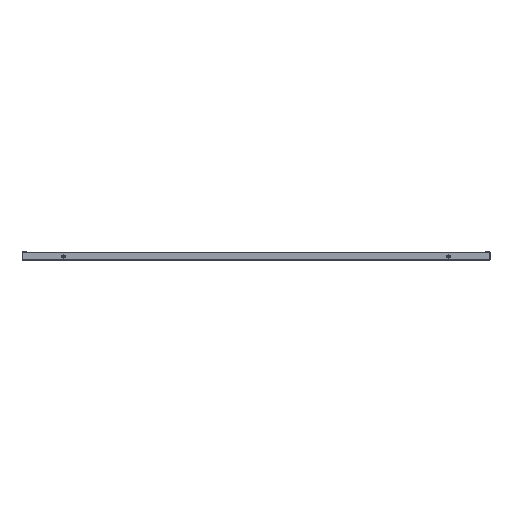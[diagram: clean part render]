
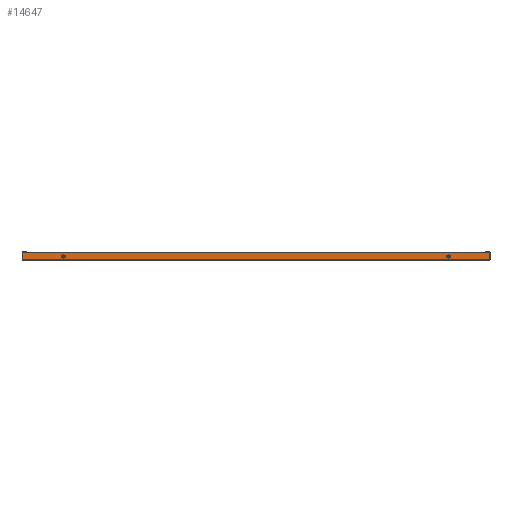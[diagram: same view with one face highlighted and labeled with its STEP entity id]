
A CAD part, front view. The second image highlights one B-rep face of the part: STEP entity #14647.
In plain terms, the highlighted planar face has unit normal (0, -1, 0).
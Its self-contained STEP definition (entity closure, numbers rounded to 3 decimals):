
#701 = DIRECTION ( 'NONE',  ( -1., 0., 0. ) ) ;
#704 = DIRECTION ( 'NONE',  ( 0., 0., -1. ) ) ;
#706 = DIRECTION ( 'NONE',  ( 0., 1., 0. ) ) ;
#708 = CARTESIAN_POINT ( 'NONE',  ( 471.4, -1080.5, 9.5 ) ) ;
#711 = CARTESIAN_POINT ( 'NONE',  ( -571.5, -1080.5, 1.51 ) ) ;
#919 = DIRECTION ( 'NONE',  ( -1., 0., 0. ) ) ;
#921 = DIRECTION ( 'NONE',  ( 0., 0., 1. ) ) ;
#923 = CARTESIAN_POINT ( 'NONE',  ( 571.4, -1080.5, 1.51 ) ) ;
#938 = CARTESIAN_POINT ( 'NONE',  ( -571.5, -1080.5, 18.5 ) ) ;
#7805 = DIRECTION ( 'NONE',  ( -1., 0., 0. ) ) ;
#7806 = DIRECTION ( 'NONE',  ( 0., 1., 0. ) ) ;
#7807 = PLANE ( 'NONE',  #16806 ) ;
#7808 = CARTESIAN_POINT ( 'NONE',  ( -571.5, -1080.5, 18.5 ) ) ;
#11575 = EDGE_CURVE ( 'NONE', #11860, #18095, #15898, .T. ) ;
#11579 = EDGE_CURVE ( 'NONE', #18146, #12000, #15896, .T. ) ;
#11860 = VERTEX_POINT ( 'NONE', #24216 ) ;
#11914 = VERTEX_POINT ( 'NONE', #24210 ) ;
#11944 = VERTEX_POINT ( 'NONE', #15314 ) ;
#11955 = VERTEX_POINT ( 'NONE', #15202 ) ;
#12000 = VERTEX_POINT ( 'NONE', #14933 ) ;
#14647 = ADVANCED_FACE ( 'NONE', ( #21799, #21785, #21779 ), #7807, .F. ) ;
#14933 = CARTESIAN_POINT ( 'NONE',  ( -571.4, -1080.5, 18.5 ) ) ;
#15202 = CARTESIAN_POINT ( 'NONE',  ( 571.4, -1080.5, 1.51 ) ) ;
#15314 = CARTESIAN_POINT ( 'NONE',  ( 471.4, -1080.5, 5.5 ) ) ;
#15892 = VECTOR ( 'NONE', #18305, 1000. ) ;
#15896 = LINE ( 'NONE', #18308, #15892 ) ;
#15898 = CIRCLE ( 'NONE', #23256, 4. ) ;
#16151 = EDGE_CURVE ( 'NONE', #11955, #11914, #23093, .T. ) ;
#16152 = EDGE_CURVE ( 'NONE', #11914, #12000, #23045, .T. ) ;
#16174 = EDGE_CURVE ( 'NONE', #17751, #11944, #21259, .T. ) ;
#16175 = EDGE_CURVE ( 'NONE', #11955, #18146, #21260, .T. ) ;
#16391 = EDGE_CURVE ( 'NONE', #18095, #11860, #21036, .T. ) ;
#16418 = EDGE_CURVE ( 'NONE', #11944, #17751, #20998, .T. ) ;
#16642 = AXIS2_PLACEMENT_3D ( 'NONE', #19587, #19589, #19588 ) ;
#16654 = AXIS2_PLACEMENT_3D ( 'NONE', #19242, #19331, #19241 ) ;
#16678 = AXIS2_PLACEMENT_3D ( 'NONE', #708, #706, #704 ) ;
#16806 = AXIS2_PLACEMENT_3D ( 'NONE', #7808, #7806, #7805 ) ;
#17751 = VERTEX_POINT ( 'NONE', #18847 ) ;
#18095 = VERTEX_POINT ( 'NONE', #19155 ) ;
#18146 = VERTEX_POINT ( 'NONE', #18902 ) ;
#18305 = DIRECTION ( 'NONE',  ( 0., 0., 1. ) ) ;
#18308 = CARTESIAN_POINT ( 'NONE',  ( -571.4, -1080.5, 1.51 ) ) ;
#18314 = DIRECTION ( 'NONE',  ( 0., 0., -1. ) ) ;
#18315 = DIRECTION ( 'NONE',  ( 0., -1., 0. ) ) ;
#18320 = CARTESIAN_POINT ( 'NONE',  ( -471.4, -1080.5, 9.5 ) ) ;
#18847 = CARTESIAN_POINT ( 'NONE',  ( 471.4, -1080.5, 13.5 ) ) ;
#18902 = CARTESIAN_POINT ( 'NONE',  ( -571.4, -1080.5, 1.51 ) ) ;
#19155 = CARTESIAN_POINT ( 'NONE',  ( -471.4, -1080.5, 13.5 ) ) ;
#19241 = DIRECTION ( 'NONE',  ( 0., 0., -1. ) ) ;
#19242 = CARTESIAN_POINT ( 'NONE',  ( -471.4, -1080.5, 9.5 ) ) ;
#19331 = DIRECTION ( 'NONE',  ( 0., -1., 0. ) ) ;
#19587 = CARTESIAN_POINT ( 'NONE',  ( 471.4, -1080.5, 9.5 ) ) ;
#19588 = DIRECTION ( 'NONE',  ( 0., 0., -1. ) ) ;
#19589 = DIRECTION ( 'NONE',  ( 0., 1., 0. ) ) ;
#20998 = CIRCLE ( 'NONE', #16642, 4. ) ;
#21036 = CIRCLE ( 'NONE', #16654, 4. ) ;
#21259 = CIRCLE ( 'NONE', #16678, 4. ) ;
#21260 = LINE ( 'NONE', #711, #21262 ) ;
#21262 = VECTOR ( 'NONE', #701, 1000. ) ;
#21602 = ORIENTED_EDGE ( 'NONE', *, *, #16151, .T. ) ;
#21603 = ORIENTED_EDGE ( 'NONE', *, *, #16152, .T. ) ;
#21605 = ORIENTED_EDGE ( 'NONE', *, *, #11579, .F. ) ;
#21607 = ORIENTED_EDGE ( 'NONE', *, *, #16175, .F. ) ;
#21609 = ORIENTED_EDGE ( 'NONE', *, *, #11575, .F. ) ;
#21610 = ORIENTED_EDGE ( 'NONE', *, *, #16391, .F. ) ;
#21612 = ORIENTED_EDGE ( 'NONE', *, *, #16418, .T. ) ;
#21613 = ORIENTED_EDGE ( 'NONE', *, *, #16174, .T. ) ;
#21779 = FACE_BOUND ( 'NONE', #24131, .T. ) ;
#21785 = FACE_BOUND ( 'NONE', #24024, .T. ) ;
#21799 = FACE_OUTER_BOUND ( 'NONE', #23939, .T. ) ;
#21903 = VECTOR ( 'NONE', #921, 1000. ) ;
#23045 = LINE ( 'NONE', #938, #23080 ) ;
#23080 = VECTOR ( 'NONE', #919, 1000. ) ;
#23093 = LINE ( 'NONE', #923, #21903 ) ;
#23256 = AXIS2_PLACEMENT_3D ( 'NONE', #18320, #18315, #18314 ) ;
#23939 = EDGE_LOOP ( 'NONE', ( #21602, #21603, #21605, #21607 ) ) ;
#24024 = EDGE_LOOP ( 'NONE', ( #21609, #21610 ) ) ;
#24131 = EDGE_LOOP ( 'NONE', ( #21612, #21613 ) ) ;
#24210 = CARTESIAN_POINT ( 'NONE',  ( 571.4, -1080.5, 18.5 ) ) ;
#24216 = CARTESIAN_POINT ( 'NONE',  ( -471.4, -1080.5, 5.5 ) ) ;
